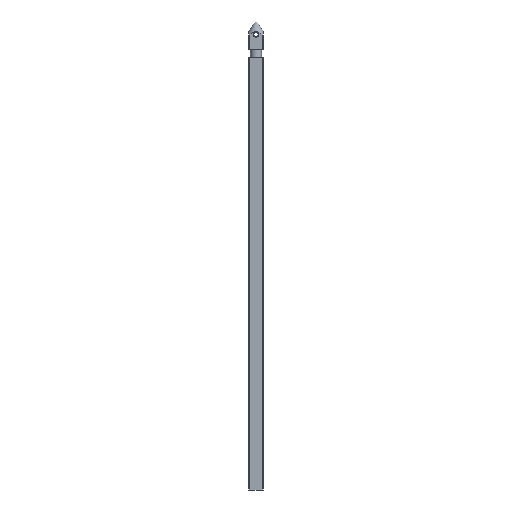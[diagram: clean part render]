
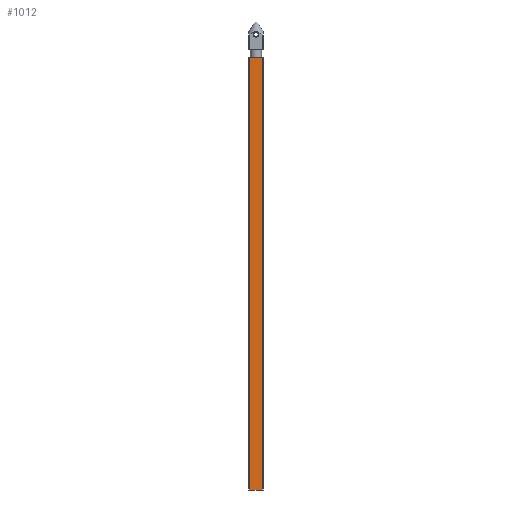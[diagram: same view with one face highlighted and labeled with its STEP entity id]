
A CAD part, front view. The second image highlights one B-rep face of the part: STEP entity #1012.
In plain terms, the highlighted planar face has unit normal (0, -1, 0).
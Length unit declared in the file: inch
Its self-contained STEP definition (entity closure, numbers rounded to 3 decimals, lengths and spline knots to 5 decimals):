
#6 = EDGE_LOOP ( 'NONE', ( #638, #388, #908, #1011 ) ) ;
#34 = FACE_OUTER_BOUND ( 'NONE', #6, .T. ) ;
#64 = LINE ( 'NONE', #956, #1409 ) ;
#141 = AXIS2_PLACEMENT_3D ( 'NONE', #1274, #1388, #1151 ) ;
#148 = LINE ( 'NONE', #254, #1010 ) ;
#254 = CARTESIAN_POINT ( 'NONE',  ( 0., -0.25, 14.77287 ) ) ;
#345 = EDGE_CURVE ( 'NONE', #776, #816, #64, .T. ) ;
#353 = DIRECTION ( 'NONE',  ( -1., 0., 0. ) ) ;
#380 = CARTESIAN_POINT ( 'NONE',  ( 0.21063, -0.25, 14.77287 ) ) ;
#388 = ORIENTED_EDGE ( 'NONE', *, *, #557, .F. ) ;
#389 = VERTEX_POINT ( 'NONE', #1204 ) ;
#401 = LINE ( 'NONE', #713, #458 ) ;
#453 = EDGE_CURVE ( 'NONE', #593, #776, #148, .T. ) ;
#458 = VECTOR ( 'NONE', #1066, 39.37008 ) ;
#557 = EDGE_CURVE ( 'NONE', #389, #816, #1032, .T. ) ;
#593 = VERTEX_POINT ( 'NONE', #380 ) ;
#638 = ORIENTED_EDGE ( 'NONE', *, *, #345, .T. ) ;
#640 = EDGE_CURVE ( 'NONE', #593, #389, #401, .T. ) ;
#713 = CARTESIAN_POINT ( 'NONE',  ( 0.21063, -0.25, 15.69951 ) ) ;
#776 = VERTEX_POINT ( 'NONE', #1073 ) ;
#779 = CARTESIAN_POINT ( 'NONE',  ( -0.21063, -0.25, 0. ) ) ;
#816 = VERTEX_POINT ( 'NONE', #779 ) ;
#908 = ORIENTED_EDGE ( 'NONE', *, *, #640, .F. ) ;
#919 = CARTESIAN_POINT ( 'NONE',  ( 0.21063, -0.25, 0. ) ) ;
#956 = CARTESIAN_POINT ( 'NONE',  ( -0.21063, -0.25, 0.06815 ) ) ;
#1010 = VECTOR ( 'NONE', #353, 39.37008 ) ;
#1011 = ORIENTED_EDGE ( 'NONE', *, *, #453, .T. ) ;
#1012 = ADVANCED_FACE ( 'NONE', ( #34 ), #1371, .T. ) ;
#1032 = LINE ( 'NONE', #919, #1079 ) ;
#1066 = DIRECTION ( 'NONE',  ( 0., 0., -1. ) ) ;
#1073 = CARTESIAN_POINT ( 'NONE',  ( -0.21063, -0.25, 14.77287 ) ) ;
#1079 = VECTOR ( 'NONE', #1370, 39.37008 ) ;
#1151 = DIRECTION ( 'NONE',  ( 0., 0., -1. ) ) ;
#1179 = DIRECTION ( 'NONE',  ( 0., 0., -1. ) ) ;
#1204 = CARTESIAN_POINT ( 'NONE',  ( 0.21063, -0.25, 0. ) ) ;
#1274 = CARTESIAN_POINT ( 'NONE',  ( -0.25, -0.25, 0.06815 ) ) ;
#1370 = DIRECTION ( 'NONE',  ( -1., 0., 0. ) ) ;
#1371 = PLANE ( 'NONE',  #141 ) ;
#1388 = DIRECTION ( 'NONE',  ( 0., -1., 0. ) ) ;
#1409 = VECTOR ( 'NONE', #1179, 39.37008 ) ;
